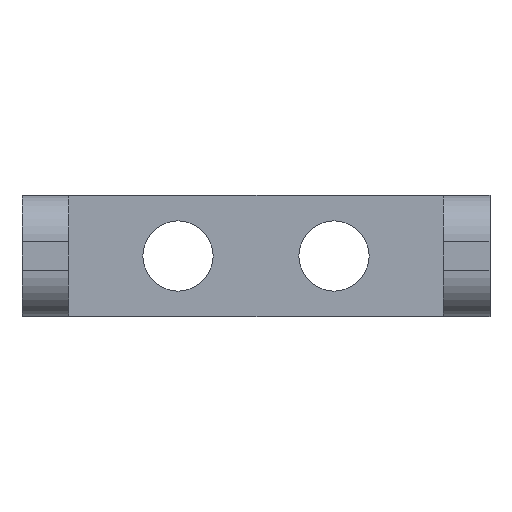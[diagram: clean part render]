
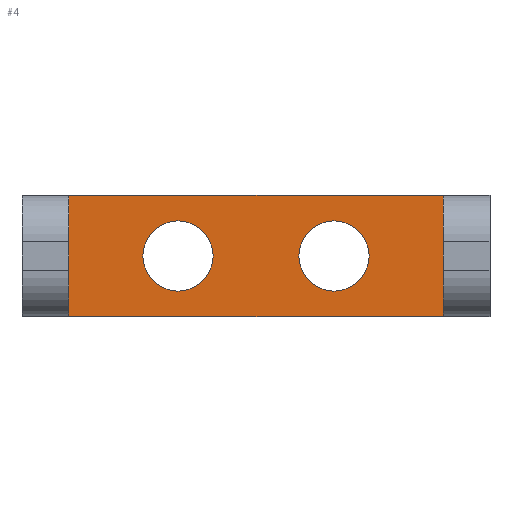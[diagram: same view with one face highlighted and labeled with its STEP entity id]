
A CAD part, front view. The second image highlights one B-rep face of the part: STEP entity #4.
In plain terms, the highlighted planar face has unit normal (0, -1, 0).
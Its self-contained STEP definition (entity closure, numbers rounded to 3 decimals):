
#4 = ADVANCED_FACE ( 'NONE', ( #710, #121, #597 ), #358, .T. ) ;
#24 = AXIS2_PLACEMENT_3D ( 'NONE', #36, #617, #93 ) ;
#25 = DIRECTION ( 'NONE',  ( 0., 0., -1. ) ) ;
#27 = EDGE_CURVE ( 'NONE', #509, #205, #756, .T. ) ;
#36 = CARTESIAN_POINT ( 'NONE',  ( 5., -3., 0. ) ) ;
#43 = CARTESIAN_POINT ( 'NONE',  ( 5., -3., 2.25 ) ) ;
#47 = EDGE_LOOP ( 'NONE', ( #752, #642 ) ) ;
#65 = AXIS2_PLACEMENT_3D ( 'NONE', #180, #748, #193 ) ;
#76 = CIRCLE ( 'NONE', #114, 2.25 ) ;
#77 = CARTESIAN_POINT ( 'NONE',  ( -12., -3., 3.9 ) ) ;
#86 = ORIENTED_EDGE ( 'NONE', *, *, #745, .T. ) ;
#93 = DIRECTION ( 'NONE',  ( 0., 0., -1. ) ) ;
#96 = CIRCLE ( 'NONE', #119, 2.25 ) ;
#106 = DIRECTION ( 'NONE',  ( 0., 0., -1. ) ) ;
#107 = VERTEX_POINT ( 'NONE', #77 ) ;
#112 = EDGE_CURVE ( 'NONE', #107, #646, #378, .T. ) ;
#114 = AXIS2_PLACEMENT_3D ( 'NONE', #555, #679, #25 ) ;
#119 = AXIS2_PLACEMENT_3D ( 'NONE', #768, #241, #106 ) ;
#121 = FACE_BOUND ( 'NONE', #47, .T. ) ;
#150 = VERTEX_POINT ( 'NONE', #43 ) ;
#154 = VERTEX_POINT ( 'NONE', #282 ) ;
#171 = ORIENTED_EDGE ( 'NONE', *, *, #112, .F. ) ;
#174 = EDGE_CURVE ( 'NONE', #307, #150, #714, .T. ) ;
#180 = CARTESIAN_POINT ( 'NONE',  ( 0., -3., 0. ) ) ;
#182 = LINE ( 'NONE', #537, #649 ) ;
#193 = DIRECTION ( 'NONE',  ( 0., 0., -1. ) ) ;
#205 = VERTEX_POINT ( 'NONE', #210 ) ;
#209 = ORIENTED_EDGE ( 'NONE', *, *, #770, .F. ) ;
#210 = CARTESIAN_POINT ( 'NONE',  ( -5., -3., -2.25 ) ) ;
#215 = CARTESIAN_POINT ( 'NONE',  ( 12., -3., 3.9 ) ) ;
#224 = CARTESIAN_POINT ( 'NONE',  ( -5., -3., 2.25 ) ) ;
#226 = DIRECTION ( 'NONE',  ( -1., 0., 0. ) ) ;
#233 = VECTOR ( 'NONE', #226, 1000. ) ;
#235 = EDGE_LOOP ( 'NONE', ( #634, #86 ) ) ;
#241 = DIRECTION ( 'NONE',  ( 0., 1., 0. ) ) ;
#250 = AXIS2_PLACEMENT_3D ( 'NONE', #552, #722, #688 ) ;
#282 = CARTESIAN_POINT ( 'NONE',  ( -12., -3., -3.9 ) ) ;
#294 = EDGE_CURVE ( 'NONE', #154, #107, #182, .T. ) ;
#307 = VERTEX_POINT ( 'NONE', #480 ) ;
#316 = CARTESIAN_POINT ( 'NONE',  ( -15., -3., 3.9 ) ) ;
#358 = PLANE ( 'NONE',  #65 ) ;
#359 = EDGE_CURVE ( 'NONE', #150, #307, #76, .T. ) ;
#378 = LINE ( 'NONE', #316, #570 ) ;
#381 = EDGE_CURVE ( 'NONE', #646, #616, #727, .T. ) ;
#432 = ORIENTED_EDGE ( 'NONE', *, *, #381, .F. ) ;
#452 = LINE ( 'NONE', #690, #233 ) ;
#480 = CARTESIAN_POINT ( 'NONE',  ( 5., -3., -2.25 ) ) ;
#498 = ORIENTED_EDGE ( 'NONE', *, *, #294, .F. ) ;
#509 = VERTEX_POINT ( 'NONE', #224 ) ;
#531 = VECTOR ( 'NONE', #627, 1000. ) ;
#536 = CARTESIAN_POINT ( 'NONE',  ( 12., -3., -3.9 ) ) ;
#537 = CARTESIAN_POINT ( 'NONE',  ( -12., -3., 3.9 ) ) ;
#552 = CARTESIAN_POINT ( 'NONE',  ( -5., -3., 0. ) ) ;
#555 = CARTESIAN_POINT ( 'NONE',  ( 5., -3., 0. ) ) ;
#570 = VECTOR ( 'NONE', #571, 1000. ) ;
#571 = DIRECTION ( 'NONE',  ( 1., 0., 0. ) ) ;
#596 = DIRECTION ( 'NONE',  ( 0., 0., 1. ) ) ;
#597 = FACE_OUTER_BOUND ( 'NONE', #747, .T. ) ;
#606 = CARTESIAN_POINT ( 'NONE',  ( 12., -3., 3.9 ) ) ;
#616 = VERTEX_POINT ( 'NONE', #536 ) ;
#617 = DIRECTION ( 'NONE',  ( 0., 1., 0. ) ) ;
#627 = DIRECTION ( 'NONE',  ( 0., 0., -1. ) ) ;
#634 = ORIENTED_EDGE ( 'NONE', *, *, #27, .T. ) ;
#642 = ORIENTED_EDGE ( 'NONE', *, *, #174, .T. ) ;
#646 = VERTEX_POINT ( 'NONE', #606 ) ;
#649 = VECTOR ( 'NONE', #596, 1000. ) ;
#679 = DIRECTION ( 'NONE',  ( 0., 1., 0. ) ) ;
#688 = DIRECTION ( 'NONE',  ( 0., 0., -1. ) ) ;
#690 = CARTESIAN_POINT ( 'NONE',  ( -15., -3., -3.9 ) ) ;
#710 = FACE_BOUND ( 'NONE', #235, .T. ) ;
#714 = CIRCLE ( 'NONE', #24, 2.25 ) ;
#722 = DIRECTION ( 'NONE',  ( 0., 1., 0. ) ) ;
#727 = LINE ( 'NONE', #215, #531 ) ;
#745 = EDGE_CURVE ( 'NONE', #205, #509, #96, .T. ) ;
#747 = EDGE_LOOP ( 'NONE', ( #209, #432, #171, #498 ) ) ;
#748 = DIRECTION ( 'NONE',  ( 0., -1., 0. ) ) ;
#752 = ORIENTED_EDGE ( 'NONE', *, *, #359, .T. ) ;
#756 = CIRCLE ( 'NONE', #250, 2.25 ) ;
#768 = CARTESIAN_POINT ( 'NONE',  ( -5., -3., 0. ) ) ;
#770 = EDGE_CURVE ( 'NONE', #616, #154, #452, .T. ) ;
